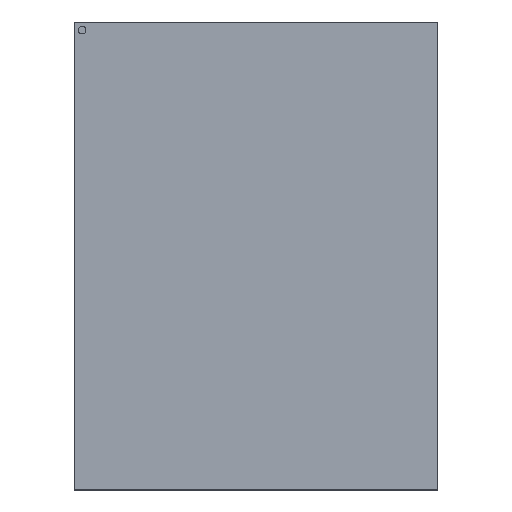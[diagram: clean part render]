
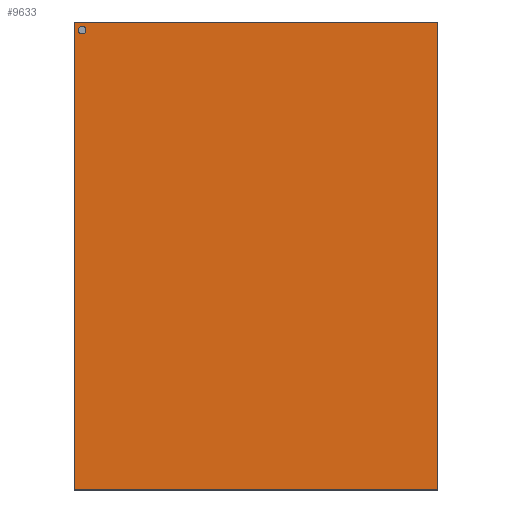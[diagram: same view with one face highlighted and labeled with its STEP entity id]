
A CAD part, top view. The second image highlights one B-rep face of the part: STEP entity #9633.
In plain terms, the highlighted planar face has unit normal (0, 0, 1).
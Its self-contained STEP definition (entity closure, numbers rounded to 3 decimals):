
#3557 = VERTEX_POINT('',#3558);
#3558 = CARTESIAN_POINT('',(-7.,9.,1.2));
#3566 = VERTEX_POINT('',#3567);
#3567 = CARTESIAN_POINT('',(7.,9.,1.2));
#3573 = EDGE_CURVE('',#3557,#3566,#3574,.T.);
#3574 = LINE('',#3575,#3576);
#3575 = CARTESIAN_POINT('',(-7.,9.,1.2));
#3576 = VECTOR('',#3577,1.);
#3577 = DIRECTION('',(1.,0.,0.));
#3589 = EDGE_CURVE('',#3566,#3590,#3592,.T.);
#3590 = VERTEX_POINT('',#3591);
#3591 = CARTESIAN_POINT('',(7.,-9.,1.2));
#3592 = LINE('',#3593,#3594);
#3593 = CARTESIAN_POINT('',(7.,9.,1.2));
#3594 = VECTOR('',#3595,1.);
#3595 = DIRECTION('',(0.,-1.,0.));
#3613 = EDGE_CURVE('',#3557,#3614,#3616,.T.);
#3614 = VERTEX_POINT('',#3615);
#3615 = CARTESIAN_POINT('',(-7.,-9.,1.2));
#3616 = LINE('',#3617,#3618);
#3617 = CARTESIAN_POINT('',(-7.,9.,1.2));
#3618 = VECTOR('',#3619,1.);
#3619 = DIRECTION('',(0.,-1.,0.));
#3638 = EDGE_CURVE('',#3614,#3590,#3639,.T.);
#3639 = LINE('',#3640,#3641);
#3640 = CARTESIAN_POINT('',(-7.,-9.,1.2));
#3641 = VECTOR('',#3642,1.);
#3642 = DIRECTION('',(1.,0.,0.));
#9633 = ADVANCED_FACE('',(#9634,#9640),#9651,.T.);
#9634 = FACE_BOUND('',#9635,.T.);
#9635 = EDGE_LOOP('',(#9636,#9637,#9638,#9639));
#9636 = ORIENTED_EDGE('',*,*,#3573,.F.);
#9637 = ORIENTED_EDGE('',*,*,#3613,.T.);
#9638 = ORIENTED_EDGE('',*,*,#3638,.T.);
#9639 = ORIENTED_EDGE('',*,*,#3589,.F.);
#9640 = FACE_BOUND('',#9641,.T.);
#9641 = EDGE_LOOP('',(#9642));
#9642 = ORIENTED_EDGE('',*,*,#9643,.T.);
#9643 = EDGE_CURVE('',#9644,#9644,#9646,.T.);
#9644 = VERTEX_POINT('',#9645);
#9645 = CARTESIAN_POINT('',(-6.69,8.54,1.2));
#9646 = CIRCLE('',#9647,0.15);
#9647 = AXIS2_PLACEMENT_3D('',#9648,#9649,#9650);
#9648 = CARTESIAN_POINT('',(-6.69,8.69,1.2));
#9649 = DIRECTION('',(-0.,0.,-1.));
#9650 = DIRECTION('',(0.,-1.,0.));
#9651 = PLANE('',#9652);
#9652 = AXIS2_PLACEMENT_3D('',#9653,#9654,#9655);
#9653 = CARTESIAN_POINT('',(-7.,9.,1.2));
#9654 = DIRECTION('',(0.,0.,1.));
#9655 = DIRECTION('',(0.,-1.,0.));
